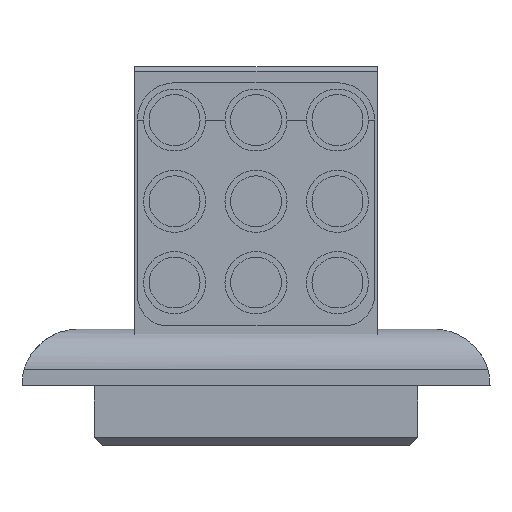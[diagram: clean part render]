
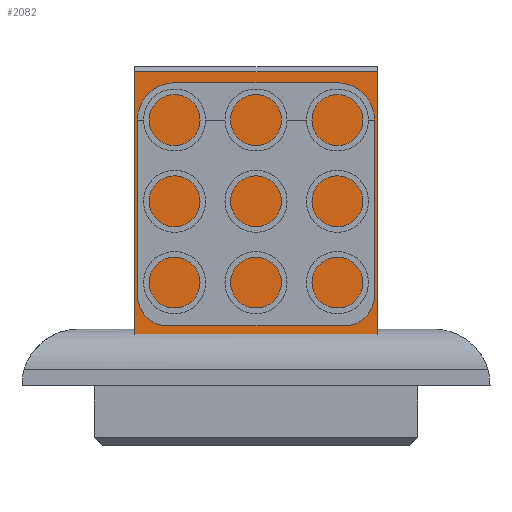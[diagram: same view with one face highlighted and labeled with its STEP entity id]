
A CAD part, front view. The second image highlights one B-rep face of the part: STEP entity #2082.
In plain terms, the highlighted planar face has unit normal (0, -1, 0).
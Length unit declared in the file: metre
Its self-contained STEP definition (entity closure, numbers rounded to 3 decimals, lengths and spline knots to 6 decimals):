
#2082=ADVANCED_FACE('0:2516',(#6002),#6003,.T.);
#6002=FACE_OUTER_BOUND('',#11843,.T.);
#6003=PLANE('',#11844);
#11843=EDGE_LOOP('',(#17783,#17784,#17785,#17786));
#11844=AXIS2_PLACEMENT_3D('',#17787,#17788,#17789);
#17783=ORIENTED_EDGE('',*,*,#34938,.F.);
#17784=ORIENTED_EDGE('',*,*,#35001,.T.);
#17785=ORIENTED_EDGE('',*,*,#34996,.F.);
#17786=ORIENTED_EDGE('',*,*,#34969,.F.);
#17787=CARTESIAN_POINT('',(0.,0.00982,0.058853));
#17788=DIRECTION('',(0.0,-1.0,0.));
#17789=DIRECTION('',(-1.0,0.,0.));
#34938=EDGE_CURVE('2:6700',#41696,#41691,#41698,.T.);
#34969=EDGE_CURVE('3:17111',#41691,#41745,#41746,.T.);
#34996=EDGE_CURVE('0:2525',#41745,#41781,#41782,.T.);
#35001=EDGE_CURVE('1:9669',#41696,#41781,#41787,.T.);
#41691=VERTEX_POINT('',#51387);
#41696=VERTEX_POINT('',#51393);
#41698=LINE('',#51395,#51396);
#41745=VERTEX_POINT('',#51463);
#41746=LINE('',#51464,#51465);
#41781=VERTEX_POINT('',#51518);
#41782=LINE('',#51519,#51520);
#41787=LINE('',#51527,#51528);
#51387=CARTESIAN_POINT('',(0.0119,0.00982,0.071203));
#51393=CARTESIAN_POINT('',(-0.0119,0.00982,0.071203));
#51395=CARTESIAN_POINT('',(0.003,0.00982,0.071203));
#51396=VECTOR('',#65892,1.0);
#51463=CARTESIAN_POINT('',(0.0119,0.00982,0.043973));
#51464=CARTESIAN_POINT('',(0.0119,0.00982,0.062118));
#51465=VECTOR('',#65925,1.0);
#51518=CARTESIAN_POINT('',(-0.0119,0.00982,0.043973));
#51519=CARTESIAN_POINT('',(0.012,0.00982,0.043973));
#51520=VECTOR('',#65944,1.0);
#51527=CARTESIAN_POINT('',(-0.0119,0.00982,0.062118));
#51528=VECTOR('',#65947,1.0);
#65892=DIRECTION('',(1.0,0.0,0.0));
#65925=DIRECTION('',(0.0,0.,-1.0));
#65944=DIRECTION('',(-1.0,0.0,0.0));
#65947=DIRECTION('',(0.0,0.,-1.0));
